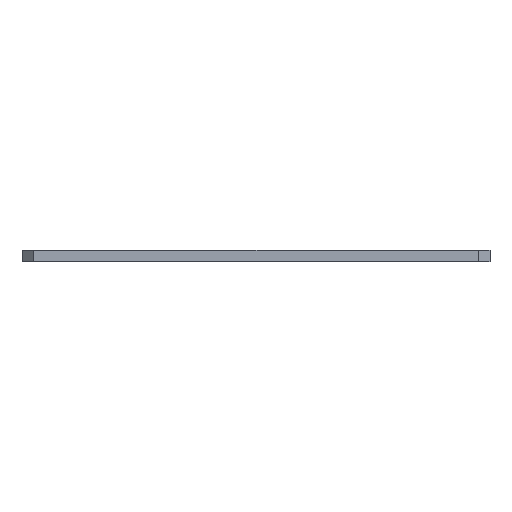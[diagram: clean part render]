
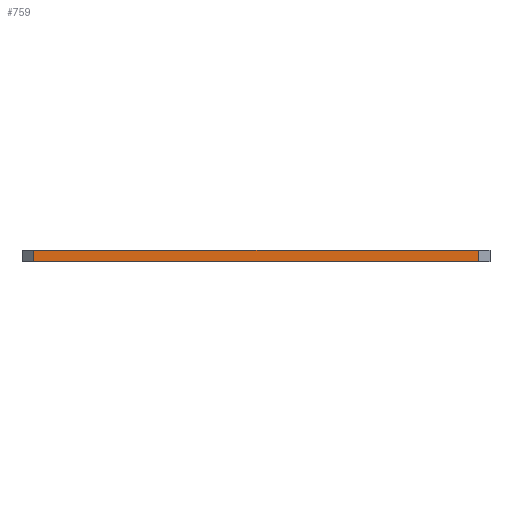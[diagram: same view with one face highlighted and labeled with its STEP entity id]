
A CAD part, front view. The second image highlights one B-rep face of the part: STEP entity #759.
In plain terms, the highlighted planar face has unit normal (0, -1, 0).
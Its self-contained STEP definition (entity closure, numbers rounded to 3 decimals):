
#35 = VERTEX_POINT ( 'NONE', #887 ) ;
#61 = LINE ( 'NONE', #72, #411 ) ;
#67 = VERTEX_POINT ( 'NONE', #367 ) ;
#72 = CARTESIAN_POINT ( 'NONE',  ( 38., -60., -2. ) ) ;
#88 = DIRECTION ( 'NONE',  ( 0., 1., 0. ) ) ;
#126 = VECTOR ( 'NONE', #781, 1000. ) ;
#136 = VERTEX_POINT ( 'NONE', #413 ) ;
#146 = DIRECTION ( 'NONE',  ( 0., 0., 1. ) ) ;
#151 = EDGE_CURVE ( 'NONE', #67, #136, #61, .T. ) ;
#158 = ORIENTED_EDGE ( 'NONE', *, *, #561, .T. ) ;
#168 = DIRECTION ( 'NONE',  ( -1., 0., 0. ) ) ;
#235 = LINE ( 'NONE', #865, #299 ) ;
#267 = EDGE_CURVE ( 'NONE', #67, #35, #235, .T. ) ;
#270 = CARTESIAN_POINT ( 'NONE',  ( -40., -60., 0. ) ) ;
#293 = VERTEX_POINT ( 'NONE', #509 ) ;
#299 = VECTOR ( 'NONE', #168, 1000. ) ;
#352 = AXIS2_PLACEMENT_3D ( 'NONE', #524, #88, #146 ) ;
#367 = CARTESIAN_POINT ( 'NONE',  ( 38., -60., -2. ) ) ;
#411 = VECTOR ( 'NONE', #550, 1000. ) ;
#412 = LINE ( 'NONE', #499, #126 ) ;
#413 = CARTESIAN_POINT ( 'NONE',  ( 38., -60., 0. ) ) ;
#415 = DIRECTION ( 'NONE',  ( -1., 0., 0. ) ) ;
#429 = FACE_OUTER_BOUND ( 'NONE', #607, .T. ) ;
#487 = LINE ( 'NONE', #270, #762 ) ;
#499 = CARTESIAN_POINT ( 'NONE',  ( -38., -60., -2. ) ) ;
#509 = CARTESIAN_POINT ( 'NONE',  ( -38., -60., 0. ) ) ;
#524 = CARTESIAN_POINT ( 'NONE',  ( -40., -60., -2. ) ) ;
#550 = DIRECTION ( 'NONE',  ( 0., 0., 1. ) ) ;
#561 = EDGE_CURVE ( 'NONE', #136, #293, #487, .T. ) ;
#607 = EDGE_LOOP ( 'NONE', ( #158, #819, #850, #725 ) ) ;
#609 = EDGE_CURVE ( 'NONE', #293, #35, #412, .T. ) ;
#725 = ORIENTED_EDGE ( 'NONE', *, *, #151, .T. ) ;
#759 = ADVANCED_FACE ( 'NONE', ( #429 ), #804, .F. ) ;
#762 = VECTOR ( 'NONE', #415, 1000. ) ;
#781 = DIRECTION ( 'NONE',  ( 0., 0., -1. ) ) ;
#804 = PLANE ( 'NONE',  #352 ) ;
#819 = ORIENTED_EDGE ( 'NONE', *, *, #609, .T. ) ;
#850 = ORIENTED_EDGE ( 'NONE', *, *, #267, .F. ) ;
#865 = CARTESIAN_POINT ( 'NONE',  ( -40., -60., -2. ) ) ;
#887 = CARTESIAN_POINT ( 'NONE',  ( -38., -60., -2. ) ) ;
